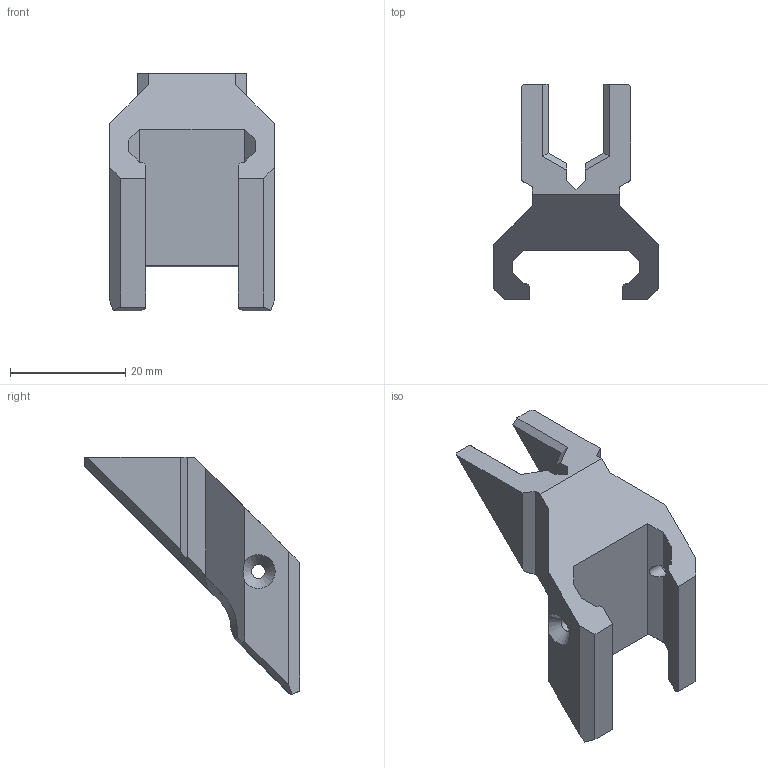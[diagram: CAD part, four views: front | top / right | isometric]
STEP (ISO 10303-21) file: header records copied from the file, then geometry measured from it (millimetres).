
FILE_DESCRIPTION(/* description */ ('Alibre Inc.'),/* implementation_level */ '2;1');
FILE_NAME(/* name */ 'export-EA799F32-809E-49D3-97D8-98CEE124BEB1',/* time_stamp */ '2022-11-12T17:20:30+09:00',/* author */ (''),/* organization */ (''),/* preprocessor_version */ 'ST-DEVELOPER v17',/* originating_system */ 'Alibre',/* authorisation */ '');
FILE_SCHEMA (('AUTOMOTIVE_DESIGN'));
Length unit declared in the file: centimetre
Bounding box: 28.57 x 37.31 x 41.25 mm (x, y, z)
Volume: 8519.2 mm3; surface area: 4552.8 mm2
Topology: 1 solids, 1 shells, 95 faces, 280 edges, 183 vertices
Faces by surface type: plane 85, cone 4, cylinder 4, bspline 2
Full cylindrical faces by diameter (mm): 2.413 x2
Entity records: 2963 total; most frequent: CARTESIAN_POINT 587, ORIENTED_EDGE 544, DIRECTION 367, EDGE_CURVE 272, VECTOR 244, LINE 244, VERTEX_POINT 179, AXIS2_PLACEMENT_3D 102
